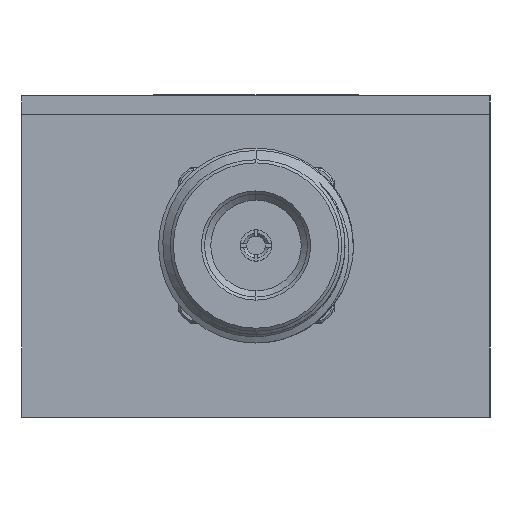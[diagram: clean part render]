
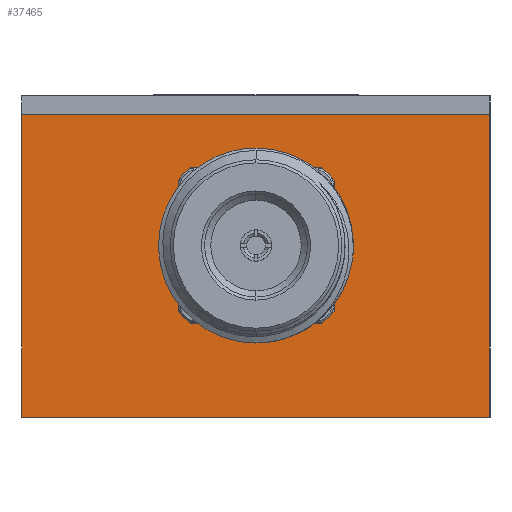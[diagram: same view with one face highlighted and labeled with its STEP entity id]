
A CAD part, left-side view. The second image highlights one B-rep face of the part: STEP entity #37465.
In plain terms, the highlighted planar face has unit normal (-1, 0, 0).
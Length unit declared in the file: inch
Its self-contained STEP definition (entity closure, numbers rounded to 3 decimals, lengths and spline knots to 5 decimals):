
#781 = CARTESIAN_POINT ( 'NONE',  ( -1.25, 0.75, -0.515 ) ) ;
#1069 = VERTEX_POINT ( 'NONE', #2979 ) ;
#1297 = VERTEX_POINT ( 'NONE', #4437 ) ;
#2801 = VERTEX_POINT ( 'NONE', #56734 ) ;
#2979 = CARTESIAN_POINT ( 'NONE',  ( -1.25, 0.25, 0.245 ) ) ;
#3038 = EDGE_CURVE ( 'NONE', #27541, #1069, #54628, .T. ) ;
#3039 = CARTESIAN_POINT ( 'NONE',  ( -1.25, -0.75, 0.455 ) ) ;
#3083 = VECTOR ( 'NONE', #57153, 39.37008 ) ;
#3330 = LINE ( 'NONE', #52916, #31048 ) ;
#3397 = ORIENTED_EDGE ( 'NONE', *, *, #35473, .T. ) ;
#4084 = ORIENTED_EDGE ( 'NONE', *, *, #41477, .F. ) ;
#4203 = DIRECTION ( 'NONE',  ( 0., -0.707, -0.707 ) ) ;
#4437 = CARTESIAN_POINT ( 'NONE',  ( -1.25, 0.21, -0.215 ) ) ;
#4746 = DIRECTION ( 'NONE',  ( 0., 0.707, -0.707 ) ) ;
#5804 = LINE ( 'NONE', #23806, #3083 ) ;
#7879 = CARTESIAN_POINT ( 'NONE',  ( -1.25, -0.25, 0.245 ) ) ;
#8116 = DIRECTION ( 'NONE',  ( 0., 1., 0. ) ) ;
#8524 = VECTOR ( 'NONE', #22543, 39.37008 ) ;
#9444 = ORIENTED_EDGE ( 'NONE', *, *, #51364, .F. ) ;
#9682 = EDGE_CURVE ( 'NONE', #50232, #24220, #3330, .T. ) ;
#9874 = EDGE_CURVE ( 'NONE', #14240, #1297, #53786, .T. ) ;
#10222 = CARTESIAN_POINT ( 'NONE',  ( -1.25, -0.21, -0.215 ) ) ;
#10439 = ORIENTED_EDGE ( 'NONE', *, *, #9682, .F. ) ;
#10863 = CARTESIAN_POINT ( 'NONE',  ( -1.25, 0.25, -0.175 ) ) ;
#11488 = VECTOR ( 'NONE', #48609, 39.37008 ) ;
#12084 = EDGE_CURVE ( 'NONE', #29400, #50232, #29487, .T. ) ;
#12382 = CARTESIAN_POINT ( 'NONE',  ( -1.25, -0.75, -0.515 ) ) ;
#13276 = CARTESIAN_POINT ( 'NONE',  ( -1.25, -0.25, -0.175 ) ) ;
#13620 = CARTESIAN_POINT ( 'NONE',  ( -1.25, 0.25, -0.175 ) ) ;
#13903 = ORIENTED_EDGE ( 'NONE', *, *, #30487, .F. ) ;
#14227 = VECTOR ( 'NONE', #33916, 39.37008 ) ;
#14240 = VERTEX_POINT ( 'NONE', #10863 ) ;
#14917 = FACE_OUTER_BOUND ( 'NONE', #19909, .T. ) ;
#15232 = DIRECTION ( 'NONE',  ( 0., -1., 0. ) ) ;
#19379 = LINE ( 'NONE', #24101, #52967 ) ;
#19909 = EDGE_LOOP ( 'NONE', ( #57661, #23155, #3397, #10439 ) ) ;
#20256 = LINE ( 'NONE', #10222, #30976 ) ;
#20635 = VECTOR ( 'NONE', #55082, 39.37008 ) ;
#20779 = CARTESIAN_POINT ( 'NONE',  ( -1.25, -0.21, 0.285 ) ) ;
#21172 = VECTOR ( 'NONE', #45788, 39.37008 ) ;
#21391 = PLANE ( 'NONE',  #48162 ) ;
#22023 = EDGE_CURVE ( 'NONE', #54626, #2801, #20256, .T. ) ;
#22382 = VECTOR ( 'NONE', #35712, 39.37008 ) ;
#22543 = DIRECTION ( 'NONE',  ( 0., 0., -1. ) ) ;
#23129 = VERTEX_POINT ( 'NONE', #781 ) ;
#23155 = ORIENTED_EDGE ( 'NONE', *, *, #28490, .T. ) ;
#23186 = EDGE_CURVE ( 'NONE', #1069, #14240, #23783, .T. ) ;
#23783 = LINE ( 'NONE', #46492, #20635 ) ;
#23806 = CARTESIAN_POINT ( 'NONE',  ( -1.25, -0.21, 0.285 ) ) ;
#24101 = CARTESIAN_POINT ( 'NONE',  ( -1.25, 0.21, -0.215 ) ) ;
#24220 = VERTEX_POINT ( 'NONE', #12382 ) ;
#25083 = VECTOR ( 'NONE', #4746, 39.37008 ) ;
#25236 = CARTESIAN_POINT ( 'NONE',  ( -1.25, -0.25, 0.245 ) ) ;
#25896 = LINE ( 'NONE', #7879, #11488 ) ;
#27541 = VERTEX_POINT ( 'NONE', #58342 ) ;
#28490 = EDGE_CURVE ( 'NONE', #29400, #23129, #43025, .T. ) ;
#29400 = VERTEX_POINT ( 'NONE', #46866 ) ;
#29487 = LINE ( 'NONE', #38333, #14227 ) ;
#30487 = EDGE_CURVE ( 'NONE', #1297, #54626, #19379, .T. ) ;
#30976 = VECTOR ( 'NONE', #47405, 39.37008 ) ;
#31012 = LINE ( 'NONE', #13276, #22382 ) ;
#31048 = VECTOR ( 'NONE', #38741, 39.37008 ) ;
#31632 = ORIENTED_EDGE ( 'NONE', *, *, #56584, .F. ) ;
#33916 = DIRECTION ( 'NONE',  ( 0., -1., 0. ) ) ;
#34254 = ORIENTED_EDGE ( 'NONE', *, *, #23186, .F. ) ;
#35473 = EDGE_CURVE ( 'NONE', #23129, #24220, #41649, .T. ) ;
#35712 = DIRECTION ( 'NONE',  ( 0., 0., 1. ) ) ;
#36119 = EDGE_LOOP ( 'NONE', ( #13903, #37893, #34254, #44588, #31632, #4084, #9444, #51521 ) ) ;
#37465 = ADVANCED_FACE ( 'NONE', ( #55089, #14917 ), #21391, .F. ) ;
#37893 = ORIENTED_EDGE ( 'NONE', *, *, #9874, .F. ) ;
#38333 = CARTESIAN_POINT ( 'NONE',  ( -1.25, -0.75, 0.455 ) ) ;
#38571 = VECTOR ( 'NONE', #4203, 39.37008 ) ;
#38741 = DIRECTION ( 'NONE',  ( 0., 0., -1. ) ) ;
#39393 = DIRECTION ( 'NONE',  ( 1., 0., 0. ) ) ;
#41039 = CARTESIAN_POINT ( 'NONE',  ( -1.25, 0.21, 0.285 ) ) ;
#41477 = EDGE_CURVE ( 'NONE', #42093, #45629, #25896, .T. ) ;
#41649 = LINE ( 'NONE', #49344, #21172 ) ;
#42093 = VERTEX_POINT ( 'NONE', #25236 ) ;
#42658 = CARTESIAN_POINT ( 'NONE',  ( -1.25, -0.21, -0.215 ) ) ;
#43025 = LINE ( 'NONE', #57199, #8524 ) ;
#44588 = ORIENTED_EDGE ( 'NONE', *, *, #3038, .F. ) ;
#45629 = VERTEX_POINT ( 'NONE', #20779 ) ;
#45788 = DIRECTION ( 'NONE',  ( 0., -1., 0. ) ) ;
#46492 = CARTESIAN_POINT ( 'NONE',  ( -1.25, 0.25, 0.245 ) ) ;
#46866 = CARTESIAN_POINT ( 'NONE',  ( -1.25, 0.75, 0.455 ) ) ;
#47405 = DIRECTION ( 'NONE',  ( 0., -0.707, 0.707 ) ) ;
#48162 = AXIS2_PLACEMENT_3D ( 'NONE', #56847, #39393, #8116 ) ;
#48609 = DIRECTION ( 'NONE',  ( 0., 0.707, 0.707 ) ) ;
#49344 = CARTESIAN_POINT ( 'NONE',  ( -1.25, -0.75, -0.515 ) ) ;
#50232 = VERTEX_POINT ( 'NONE', #3039 ) ;
#51364 = EDGE_CURVE ( 'NONE', #2801, #42093, #31012, .T. ) ;
#51521 = ORIENTED_EDGE ( 'NONE', *, *, #22023, .F. ) ;
#52916 = CARTESIAN_POINT ( 'NONE',  ( -1.25, -0.75, 0.515 ) ) ;
#52967 = VECTOR ( 'NONE', #15232, 39.37008 ) ;
#53786 = LINE ( 'NONE', #13620, #38571 ) ;
#54626 = VERTEX_POINT ( 'NONE', #42658 ) ;
#54628 = LINE ( 'NONE', #41039, #25083 ) ;
#55082 = DIRECTION ( 'NONE',  ( 0., 0., -1. ) ) ;
#55089 = FACE_BOUND ( 'NONE', #36119, .T. ) ;
#56584 = EDGE_CURVE ( 'NONE', #45629, #27541, #5804, .T. ) ;
#56734 = CARTESIAN_POINT ( 'NONE',  ( -1.25, -0.25, -0.175 ) ) ;
#56847 = CARTESIAN_POINT ( 'NONE',  ( -1.25, -0.75, 0.515 ) ) ;
#57153 = DIRECTION ( 'NONE',  ( 0., 1., 0. ) ) ;
#57199 = CARTESIAN_POINT ( 'NONE',  ( -1.25, 0.75, 0.515 ) ) ;
#57661 = ORIENTED_EDGE ( 'NONE', *, *, #12084, .F. ) ;
#58342 = CARTESIAN_POINT ( 'NONE',  ( -1.25, 0.21, 0.285 ) ) ;
